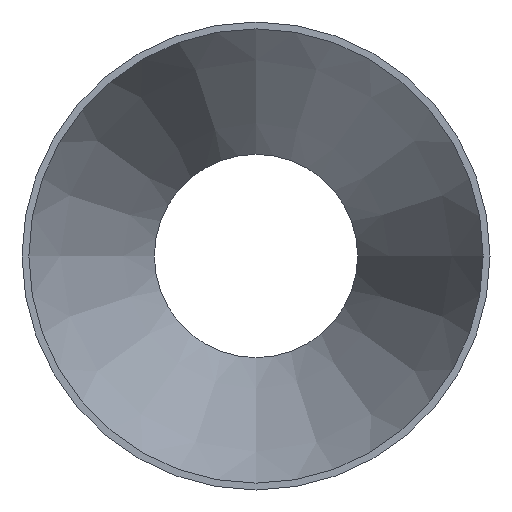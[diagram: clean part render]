
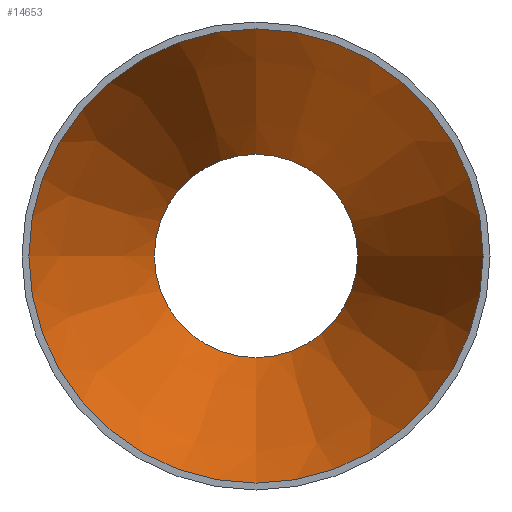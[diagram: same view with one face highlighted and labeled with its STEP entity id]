
A CAD part, front view. The second image highlights one B-rep face of the part: STEP entity #14653.
In plain terms, the highlighted conical face has half-angle 21.132 degrees and reference radius 106.334 mm.
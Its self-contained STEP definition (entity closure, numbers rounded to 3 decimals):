
#942 = AXIS2_PLACEMENT_3D ( 'NONE', #8749, #30922, #13123 ) ;
#2670 = EDGE_LOOP ( 'NONE', ( #19721 ) ) ;
#3316 = AXIS2_PLACEMENT_3D ( 'NONE', #29763, #22856, #29920 ) ;
#3351 = VERTEX_POINT ( 'NONE', #22942 ) ;
#7089 = CIRCLE ( 'NONE', #942, 106.334 ) ;
#8685 = CARTESIAN_POINT ( 'NONE',  ( 0., 0., 0. ) ) ;
#8749 = CARTESIAN_POINT ( 'NONE',  ( 0., 0., 0. ) ) ;
#10889 = CARTESIAN_POINT ( 'NONE',  ( 0., 152., -47.584 ) ) ;
#11876 = EDGE_CURVE ( 'NONE', #3351, #3351, #7089, .T. ) ;
#13123 = DIRECTION ( 'NONE',  ( 0., 0., -1. ) ) ;
#14653 = ADVANCED_FACE ( 'NONE', ( #21078, #18822 ), #20031, .F. ) ;
#18822 = FACE_OUTER_BOUND ( 'NONE', #27350, .T. ) ;
#19526 = AXIS2_PLACEMENT_3D ( 'NONE', #8685, #30551, #28444 ) ;
#19721 = ORIENTED_EDGE ( 'NONE', *, *, #25295, .F. ) ;
#19860 = ORIENTED_EDGE ( 'NONE', *, *, #11876, .T. ) ;
#20031 = CONICAL_SURFACE ( 'NONE', #19526, 106.334, 0.369 ) ;
#20697 = VERTEX_POINT ( 'NONE', #10889 ) ;
#21078 = FACE_BOUND ( 'NONE', #2670, .T. ) ;
#22856 = DIRECTION ( 'NONE',  ( 0., -1., 0. ) ) ;
#22942 = CARTESIAN_POINT ( 'NONE',  ( 0., 0., -106.334 ) ) ;
#23829 = CIRCLE ( 'NONE', #3316, 47.584 ) ;
#25295 = EDGE_CURVE ( 'NONE', #20697, #20697, #23829, .T. ) ;
#27350 = EDGE_LOOP ( 'NONE', ( #19860 ) ) ;
#28444 = DIRECTION ( 'NONE',  ( 0., 0., -1. ) ) ;
#29763 = CARTESIAN_POINT ( 'NONE',  ( 0., 152., 0. ) ) ;
#29920 = DIRECTION ( 'NONE',  ( 0., 0., -1. ) ) ;
#30551 = DIRECTION ( 'NONE',  ( 0., -1., 0. ) ) ;
#30922 = DIRECTION ( 'NONE',  ( 0., -1., 0. ) ) ;
